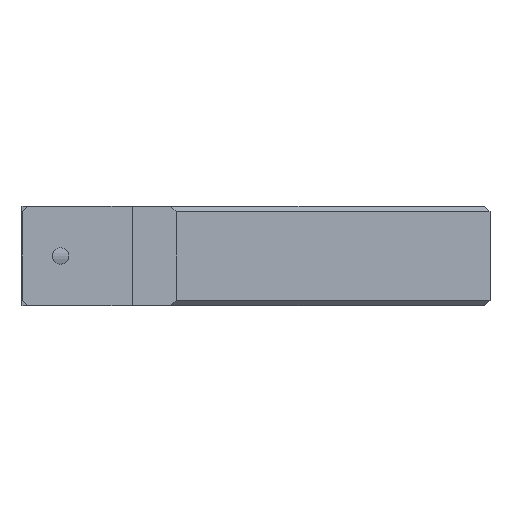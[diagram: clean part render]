
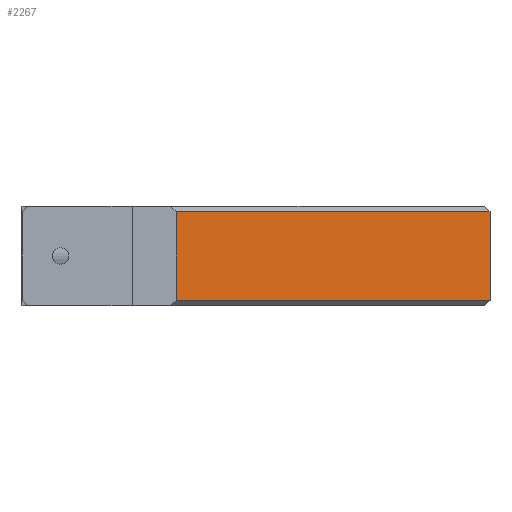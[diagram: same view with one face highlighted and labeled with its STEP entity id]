
A CAD part, left-side view. The second image highlights one B-rep face of the part: STEP entity #2267.
In plain terms, the highlighted planar face has unit normal (-0.707, -0.707, 0).
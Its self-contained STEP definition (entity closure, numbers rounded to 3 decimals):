
#146=PLANE('',#2427);
#272=FACE_OUTER_BOUND('',#409,.T.);
#409=EDGE_LOOP('',(#2020,#2021,#2022,#2023));
#473=LINE('',#3378,#735);
#546=LINE('',#3687,#808);
#630=LINE('',#3858,#892);
#687=LINE('',#3987,#949);
#735=VECTOR('',#2532,1.);
#808=VECTOR('',#2667,10.);
#892=VECTOR('',#2799,10.);
#949=VECTOR('',#2940,1.);
#1025=VERTEX_POINT('',#3374);
#1027=VERTEX_POINT('',#3377);
#1100=VERTEX_POINT('',#3686);
#1163=VERTEX_POINT('',#3856);
#1249=EDGE_CURVE('',#1027,#1025,#473,.T.);
#1342=EDGE_CURVE('',#1027,#1100,#546,.T.);
#1430=EDGE_CURVE('',#1163,#1025,#630,.T.);
#1495=EDGE_CURVE('',#1100,#1163,#687,.T.);
#2020=ORIENTED_EDGE('',*,*,#1430,.F.);
#2021=ORIENTED_EDGE('',*,*,#1495,.F.);
#2022=ORIENTED_EDGE('',*,*,#1342,.F.);
#2023=ORIENTED_EDGE('',*,*,#1249,.T.);
#2267=ADVANCED_FACE('',(#272),#146,.F.);
#2427=AXIS2_PLACEMENT_3D('',#3988,#2941,#2942);
#2532=DIRECTION('',(0.,0.,1.));
#2667=DIRECTION('',(-0.707,0.707,0.));
#2799=DIRECTION('',(0.707,-0.707,0.));
#2940=DIRECTION('',(0.,0.,1.));
#2941=DIRECTION('center_axis',(0.707,0.707,0.));
#2942=DIRECTION('ref_axis',(0.707,-0.707,0.));
#3374=CARTESIAN_POINT('',(0.,-85.,17.));
#3377=CARTESIAN_POINT('',(0.,-85.,1.));
#3378=CARTESIAN_POINT('',(0.,-85.,0.));
#3686=CARTESIAN_POINT('',(-57.,-28.,1.));
#3687=CARTESIAN_POINT('',(-52.675,-32.325,1.));
#3856=CARTESIAN_POINT('',(-57.,-28.,17.));
#3858=CARTESIAN_POINT('',(-52.675,-32.325,17.));
#3987=CARTESIAN_POINT('',(-57.,-28.,0.));
#3988=CARTESIAN_POINT('Origin',(-57.,-28.,0.));
